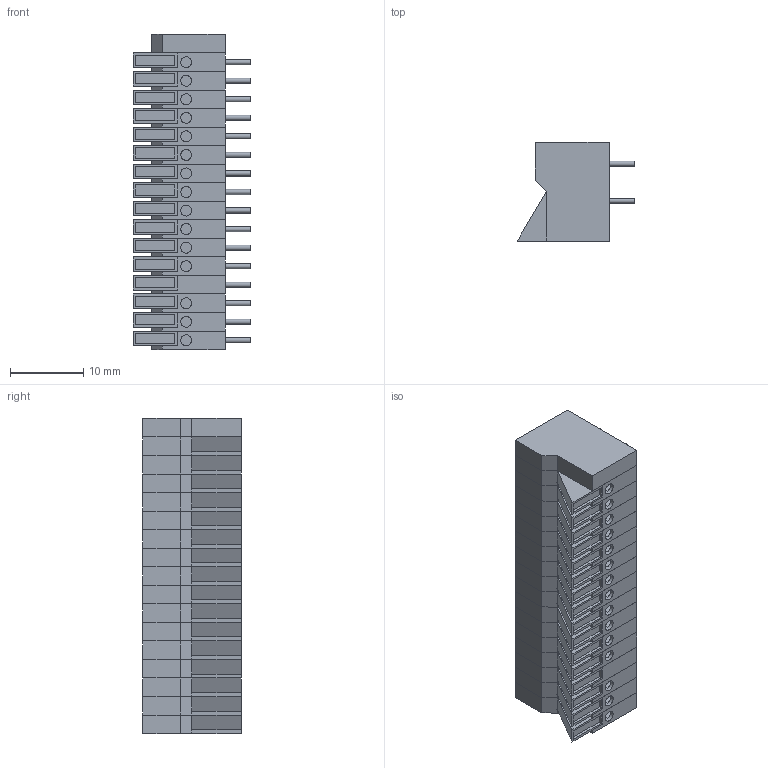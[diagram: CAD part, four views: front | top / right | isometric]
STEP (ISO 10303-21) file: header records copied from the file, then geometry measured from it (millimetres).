
FILE_DESCRIPTION(('STEP AP214'), '1');
FILE_NAME('栖闉罻', '2017-04-07T09:54:55', ('UNSPECIFIED'), ('UNSPECIFIED'), 'ASCON STEP Converter 1.3', 'ASCON Math Kernel', '');
FILE_SCHEMA(('AUTOMOTIVE_DESIGN { 1 0 10303 214 3 1 1}'));
Length unit declared in the file: millimetre
Assembly tree (17 placements, depth 2):
  (unnamed)
    (unnamed)  x15
    (unnamed)
    (unnamed)
Bounding box: 16.1 x 13.51 x 43.18 mm (x, y, z)
Volume: 4002.4 mm3; surface area: 9100 mm2
Topology: 33 solids, 33 shells, 597 faces, 1478 edges, 980 vertices
Faces by surface type: plane 502, cylinder 95
Full cylindrical faces by diameter (mm): 0.7 x32, 1.5 x63
Entity records: 3447 total; most frequent: CARTESIAN_POINT 401, DIRECTION 399, ORIENTED_EDGE 356, EDGE_CURVE 178, LINE 151, VECTOR 151, VERTEX_POINT 126, AXIS2_PLACEMENT_3D 124
